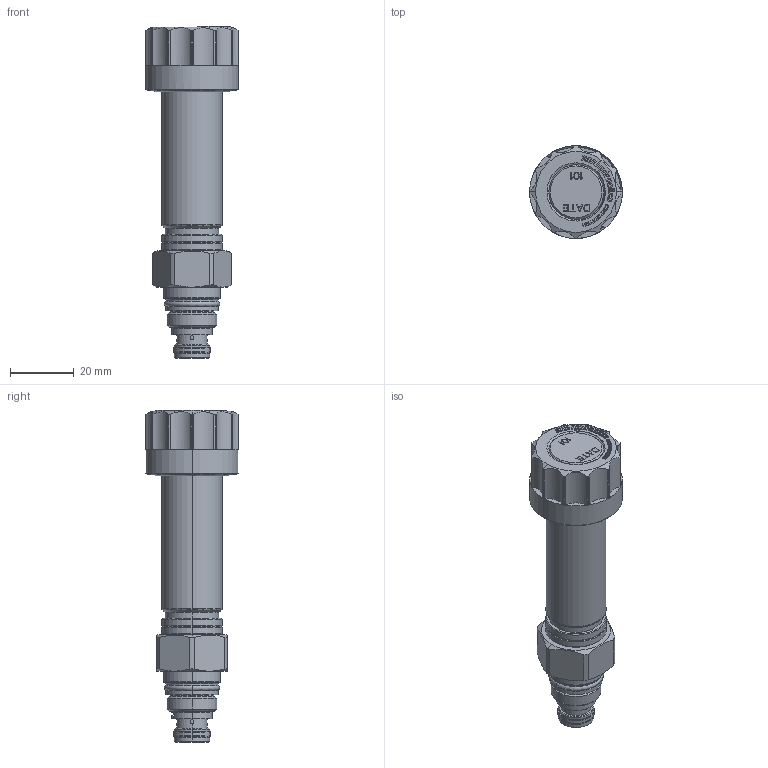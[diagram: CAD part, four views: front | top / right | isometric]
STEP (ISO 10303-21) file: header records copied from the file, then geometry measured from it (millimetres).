
FILE_DESCRIPTION((''),'2;1');
FILE_NAME('RBAPXAN_SW','2022-10-24T17:19:48',('SigMax'),(''),'CREO PARAMETRIC BY PTC INC, 2021072','CREO PARAMETRIC BY PTC INC, 2021072','');
FILE_SCHEMA(('AUTOMOTIVE_DESIGN { 1 0 10303 214 1 1 1 1 }'));
Length unit declared in the file: inch
Products named in the file (1): RBAPXAN_SW
Bounding box: 29.21 x 29.21 x 104.32 mm (x, y, z)
Volume: 33662 mm3; surface area: 12966.7 mm2
Topology: 2 solids, 3 shells, 848 faces, 2221 edges, 1442 vertices
Faces by surface type: plane 608, cylinder 123, cone 67, torus 40, revolution 6, bspline 4
Entity records: 34066 total; most frequent: CARTESIAN_POINT 7011, ORIENTED_EDGE 4438, DIRECTION 4145, EDGE_CURVE 2219, VECTOR 1745, LINE 1745, VERTEX_POINT 1442, AXIS2_PLACEMENT_3D 1197
